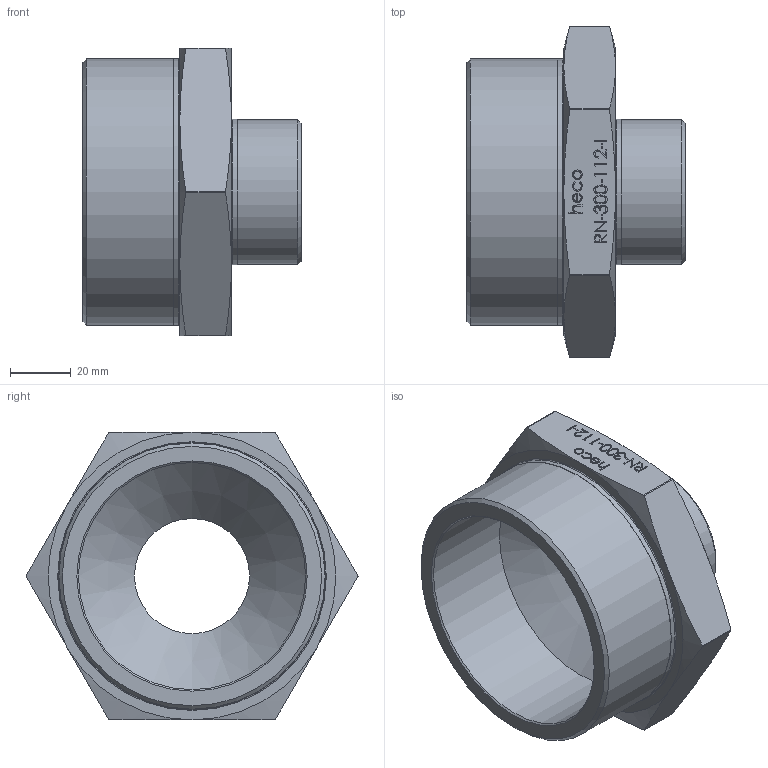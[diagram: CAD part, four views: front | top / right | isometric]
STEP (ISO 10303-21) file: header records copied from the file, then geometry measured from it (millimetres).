
FILE_DESCRIPTION (( 'STEP AP214' ), '1' );
FILE_NAME ('heco_RN-300-112-I.STEP', '2016-07-05T07:48:31', ( '' ), ( '' ), 'SwSTEP 2.0', 'SolidWorks 2011', '' );
FILE_SCHEMA (( 'AUTOMOTIVE_DESIGN' ));
Length unit declared in the file: millimetre
Products named in the file (1): heco_RN-300-112-I
Bounding box: 72 x 109.6 x 95.05 mm (x, y, z)
Volume: 155851.4 mm3; surface area: 41803.3 mm2
Topology: 1 solids, 1 shells, 213 faces, 540 edges, 354 vertices
Faces by surface type: plane 104, bspline 78, cone 17, cylinder 12, torus 2
Full cylindrical faces by diameter (mm): 38 x1, 47.803 x1, 48.003 x1, 75 x1, 87.884 x1, 88.084 x1
Entity records: 12557 total; most frequent: CARTESIAN_POINT 6229, ORIENTED_EDGE 1050, DIRECTION 635, EDGE_CURVE 525, VERTEX_POINT 352, LINE 303, VECTOR 303, EDGE_LOOP 253
